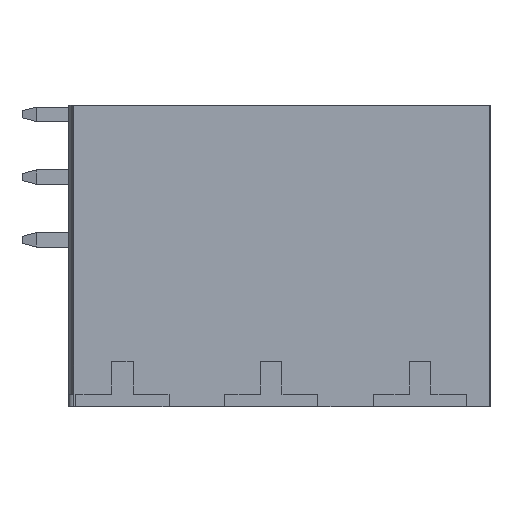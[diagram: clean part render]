
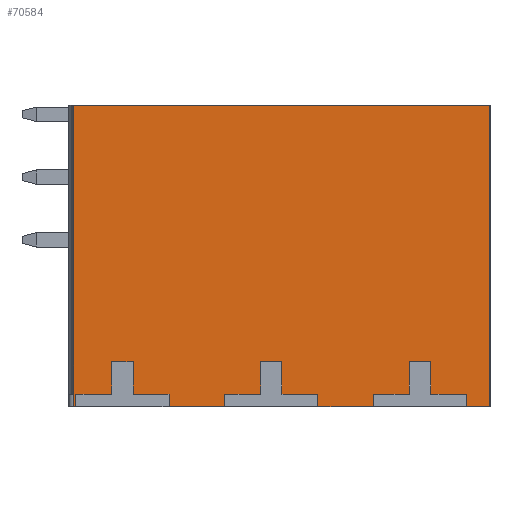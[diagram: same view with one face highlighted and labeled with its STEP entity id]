
A CAD part, left-side view. The second image highlights one B-rep face of the part: STEP entity #70584.
In plain terms, the highlighted free-form (B-spline) face has degree [1, 1] with [2, 2] control points.
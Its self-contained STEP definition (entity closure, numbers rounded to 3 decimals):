
#52639=CARTESIAN_POINT('',(-6.9,-20.5,0.));
#52640=VERTEX_POINT('',#52639);
#52646=CARTESIAN_POINT('',(-6.9,-19.2,0.));
#52647=VERTEX_POINT('',#52646);
#52648=CARTESIAN_POINT('',(-6.9,-20.5,0.));
#52649=CARTESIAN_POINT('',(-6.9,-19.2,0.));
#52650=B_SPLINE_CURVE_WITH_KNOTS('',1,(#52648,#52649),.POLYLINE_FORM.,.F.,.U.,(2,2),(0.,1.),.UNSPECIFIED.);
#52651=EDGE_CURVE('',#52640,#52647,#52650,.T.);
#52667=CARTESIAN_POINT('',(-6.9,-14.,0.));
#52668=VERTEX_POINT('',#52667);
#52674=CARTESIAN_POINT('',(-6.9,-10.9,0.));
#52675=VERTEX_POINT('',#52674);
#52676=CARTESIAN_POINT('',(-6.9,-14.,0.));
#52677=CARTESIAN_POINT('',(-6.9,-10.9,0.));
#52678=B_SPLINE_CURVE_WITH_KNOTS('',1,(#52676,#52677),.POLYLINE_FORM.,.F.,.U.,(2,2),(0.,1.),.UNSPECIFIED.);
#52679=EDGE_CURVE('',#52668,#52675,#52678,.T.);
#52695=CARTESIAN_POINT('',(-6.9,-5.7,0.));
#52696=VERTEX_POINT('',#52695);
#52702=CARTESIAN_POINT('',(-6.9,-2.599,0.));
#52703=VERTEX_POINT('',#52702);
#52704=CARTESIAN_POINT('',(-6.9,-5.7,0.));
#52705=CARTESIAN_POINT('',(-6.9,-2.599,0.));
#52706=B_SPLINE_CURVE_WITH_KNOTS('',1,(#52704,#52705),.POLYLINE_FORM.,.F.,.U.,(2,2),(0.,1.),.UNSPECIFIED.);
#52707=EDGE_CURVE('',#52696,#52703,#52706,.T.);
#52723=CARTESIAN_POINT('',(-6.9,2.599,0.));
#52724=VERTEX_POINT('',#52723);
#52730=CARTESIAN_POINT('',(-6.9,2.7,0.));
#52731=VERTEX_POINT('',#52730);
#52732=CARTESIAN_POINT('',(-6.9,2.599,0.));
#52733=CARTESIAN_POINT('',(-6.9,2.7,0.));
#52734=B_SPLINE_CURVE_WITH_KNOTS('',1,(#52732,#52733),.POLYLINE_FORM.,.F.,.U.,(2,2),(0.,1.),.UNSPECIFIED.);
#52735=EDGE_CURVE('',#52724,#52731,#52734,.T.);
#70376=CARTESIAN_POINT('',(-6.9,-20.5,16.8));
#70377=VERTEX_POINT('',#70376);
#70383=CARTESIAN_POINT('',(-6.9,-20.5,16.8));
#70384=CARTESIAN_POINT('',(-6.9,-20.5,0.));
#70385=B_SPLINE_CURVE_WITH_KNOTS('',1,(#70383,#70384),.POLYLINE_FORM.,.F.,.U.,(2,2),(0.,1.),.UNSPECIFIED.);
#70386=EDGE_CURVE('',#70377,#52640,#70385,.T.);
#70412=CARTESIAN_POINT('',(-6.9,5.422,22.722));
#70413=CARTESIAN_POINT('',(-6.9,-23.222,22.722));
#70414=CARTESIAN_POINT('',(-6.9,5.422,-5.922));
#70415=CARTESIAN_POINT('',(-6.9,-23.222,-5.922));
#70416=B_SPLINE_SURFACE_WITH_KNOTS('',1,1,((#70412,#70413),(#70414,#70415)),.PLANE_SURF.,.F.,.F.,.U.,(2,2),(2,2),(0.,1.),(0.,1.),.UNSPECIFIED.);
#70417=ORIENTED_EDGE('',*,*,#52735,.F.);
#70418=CARTESIAN_POINT('',(-6.9,2.599,0.7));
#70419=VERTEX_POINT('',#70418);
#70420=CARTESIAN_POINT('',(-6.9,2.599,0.));
#70421=CARTESIAN_POINT('',(-6.9,2.599,0.7));
#70422=B_SPLINE_CURVE_WITH_KNOTS('',1,(#70420,#70421),.POLYLINE_FORM.,.F.,.U.,(2,2),(0.,1.),.UNSPECIFIED.);
#70423=EDGE_CURVE('',#52724,#70419,#70422,.T.);
#70424=ORIENTED_EDGE('',*,*,#70423,.T.);
#70425=CARTESIAN_POINT('',(-6.9,0.599,0.7));
#70426=VERTEX_POINT('',#70425);
#70427=CARTESIAN_POINT('',(-6.9,2.599,0.7));
#70428=CARTESIAN_POINT('',(-6.9,0.599,0.7));
#70429=B_SPLINE_CURVE_WITH_KNOTS('',1,(#70427,#70428),.POLYLINE_FORM.,.F.,.U.,(2,2),(0.,1.),.UNSPECIFIED.);
#70430=EDGE_CURVE('',#70419,#70426,#70429,.T.);
#70431=ORIENTED_EDGE('',*,*,#70430,.T.);
#70432=CARTESIAN_POINT('',(-6.9,0.599,2.5));
#70433=VERTEX_POINT('',#70432);
#70434=CARTESIAN_POINT('',(-6.9,0.599,0.7));
#70435=CARTESIAN_POINT('',(-6.9,0.599,2.5));
#70436=B_SPLINE_CURVE_WITH_KNOTS('',1,(#70434,#70435),.POLYLINE_FORM.,.F.,.U.,(2,2),(0.,1.),.UNSPECIFIED.);
#70437=EDGE_CURVE('',#70426,#70433,#70436,.T.);
#70438=ORIENTED_EDGE('',*,*,#70437,.T.);
#70439=CARTESIAN_POINT('',(-6.9,-0.599,2.5));
#70440=VERTEX_POINT('',#70439);
#70441=CARTESIAN_POINT('',(-6.9,0.599,2.5));
#70442=CARTESIAN_POINT('',(-6.9,-0.599,2.5));
#70443=B_SPLINE_CURVE_WITH_KNOTS('',1,(#70441,#70442),.POLYLINE_FORM.,.F.,.U.,(2,2),(0.,1.),.UNSPECIFIED.);
#70444=EDGE_CURVE('',#70433,#70440,#70443,.T.);
#70445=ORIENTED_EDGE('',*,*,#70444,.T.);
#70446=CARTESIAN_POINT('',(-6.9,-0.599,0.7));
#70447=VERTEX_POINT('',#70446);
#70448=CARTESIAN_POINT('',(-6.9,-0.599,2.5));
#70449=CARTESIAN_POINT('',(-6.9,-0.599,0.7));
#70450=B_SPLINE_CURVE_WITH_KNOTS('',1,(#70448,#70449),.POLYLINE_FORM.,.F.,.U.,(2,2),(0.,1.),.UNSPECIFIED.);
#70451=EDGE_CURVE('',#70440,#70447,#70450,.T.);
#70452=ORIENTED_EDGE('',*,*,#70451,.T.);
#70453=CARTESIAN_POINT('',(-6.9,-2.599,0.7));
#70454=VERTEX_POINT('',#70453);
#70455=CARTESIAN_POINT('',(-6.9,-0.599,0.7));
#70456=CARTESIAN_POINT('',(-6.9,-2.599,0.7));
#70457=B_SPLINE_CURVE_WITH_KNOTS('',1,(#70455,#70456),.POLYLINE_FORM.,.F.,.U.,(2,2),(0.,1.),.UNSPECIFIED.);
#70458=EDGE_CURVE('',#70447,#70454,#70457,.T.);
#70459=ORIENTED_EDGE('',*,*,#70458,.T.);
#70460=CARTESIAN_POINT('',(-6.9,-2.599,0.7));
#70461=CARTESIAN_POINT('',(-6.9,-2.599,0.));
#70462=B_SPLINE_CURVE_WITH_KNOTS('',1,(#70460,#70461),.POLYLINE_FORM.,.F.,.U.,(2,2),(0.,1.),.UNSPECIFIED.);
#70463=EDGE_CURVE('',#70454,#52703,#70462,.T.);
#70464=ORIENTED_EDGE('',*,*,#70463,.T.);
#70465=ORIENTED_EDGE('',*,*,#52707,.F.);
#70466=CARTESIAN_POINT('',(-6.9,-5.702,0.7));
#70467=VERTEX_POINT('',#70466);
#70468=CARTESIAN_POINT('',(-6.9,-5.7,0.));
#70469=CARTESIAN_POINT('',(-6.9,-5.702,0.7));
#70470=B_SPLINE_CURVE_WITH_KNOTS('',1,(#70468,#70469),.POLYLINE_FORM.,.F.,.U.,(2,2),(0.,1.),.UNSPECIFIED.);
#70471=EDGE_CURVE('',#52696,#70467,#70470,.T.);
#70472=ORIENTED_EDGE('',*,*,#70471,.T.);
#70473=CARTESIAN_POINT('',(-6.9,-7.702,0.7));
#70474=VERTEX_POINT('',#70473);
#70475=CARTESIAN_POINT('',(-6.9,-5.702,0.7));
#70476=CARTESIAN_POINT('',(-6.9,-7.702,0.7));
#70477=B_SPLINE_CURVE_WITH_KNOTS('',1,(#70475,#70476),.POLYLINE_FORM.,.F.,.U.,(2,2),(0.,1.),.UNSPECIFIED.);
#70478=EDGE_CURVE('',#70467,#70474,#70477,.T.);
#70479=ORIENTED_EDGE('',*,*,#70478,.T.);
#70480=CARTESIAN_POINT('',(-6.9,-7.702,2.5));
#70481=VERTEX_POINT('',#70480);
#70482=CARTESIAN_POINT('',(-6.9,-7.702,0.7));
#70483=CARTESIAN_POINT('',(-6.9,-7.702,2.5));
#70484=B_SPLINE_CURVE_WITH_KNOTS('',1,(#70482,#70483),.POLYLINE_FORM.,.F.,.U.,(2,2),(0.,1.),.UNSPECIFIED.);
#70485=EDGE_CURVE('',#70474,#70481,#70484,.T.);
#70486=ORIENTED_EDGE('',*,*,#70485,.T.);
#70487=CARTESIAN_POINT('',(-6.9,-8.9,2.5));
#70488=VERTEX_POINT('',#70487);
#70489=CARTESIAN_POINT('',(-6.9,-7.702,2.5));
#70490=CARTESIAN_POINT('',(-6.9,-8.9,2.5));
#70491=B_SPLINE_CURVE_WITH_KNOTS('',1,(#70489,#70490),.POLYLINE_FORM.,.F.,.U.,(2,2),(0.,1.),.UNSPECIFIED.);
#70492=EDGE_CURVE('',#70481,#70488,#70491,.T.);
#70493=ORIENTED_EDGE('',*,*,#70492,.T.);
#70494=CARTESIAN_POINT('',(-6.9,-8.9,0.7));
#70495=VERTEX_POINT('',#70494);
#70496=CARTESIAN_POINT('',(-6.9,-8.9,2.5));
#70497=CARTESIAN_POINT('',(-6.9,-8.9,0.7));
#70498=B_SPLINE_CURVE_WITH_KNOTS('',1,(#70496,#70497),.POLYLINE_FORM.,.F.,.U.,(2,2),(0.,1.),.UNSPECIFIED.);
#70499=EDGE_CURVE('',#70488,#70495,#70498,.T.);
#70500=ORIENTED_EDGE('',*,*,#70499,.T.);
#70501=CARTESIAN_POINT('',(-6.9,-10.9,0.7));
#70502=VERTEX_POINT('',#70501);
#70503=CARTESIAN_POINT('',(-6.9,-8.9,0.7));
#70504=CARTESIAN_POINT('',(-6.9,-10.9,0.7));
#70505=B_SPLINE_CURVE_WITH_KNOTS('',1,(#70503,#70504),.POLYLINE_FORM.,.F.,.U.,(2,2),(0.,1.),.UNSPECIFIED.);
#70506=EDGE_CURVE('',#70495,#70502,#70505,.T.);
#70507=ORIENTED_EDGE('',*,*,#70506,.T.);
#70508=CARTESIAN_POINT('',(-6.9,-10.9,0.7));
#70509=CARTESIAN_POINT('',(-6.9,-10.9,0.));
#70510=B_SPLINE_CURVE_WITH_KNOTS('',1,(#70508,#70509),.POLYLINE_FORM.,.F.,.U.,(2,2),(0.,1.),.UNSPECIFIED.);
#70511=EDGE_CURVE('',#70502,#52675,#70510,.T.);
#70512=ORIENTED_EDGE('',*,*,#70511,.T.);
#70513=ORIENTED_EDGE('',*,*,#52679,.F.);
#70514=CARTESIAN_POINT('',(-6.9,-14.002,0.7));
#70515=VERTEX_POINT('',#70514);
#70516=CARTESIAN_POINT('',(-6.9,-14.,0.));
#70517=CARTESIAN_POINT('',(-6.9,-14.002,0.7));
#70518=B_SPLINE_CURVE_WITH_KNOTS('',1,(#70516,#70517),.POLYLINE_FORM.,.F.,.U.,(2,2),(0.,1.),.UNSPECIFIED.);
#70519=EDGE_CURVE('',#52668,#70515,#70518,.T.);
#70520=ORIENTED_EDGE('',*,*,#70519,.T.);
#70521=CARTESIAN_POINT('',(-6.9,-16.002,0.7));
#70522=VERTEX_POINT('',#70521);
#70523=CARTESIAN_POINT('',(-6.9,-14.002,0.7));
#70524=CARTESIAN_POINT('',(-6.9,-16.002,0.7));
#70525=B_SPLINE_CURVE_WITH_KNOTS('',1,(#70523,#70524),.POLYLINE_FORM.,.F.,.U.,(2,2),(0.,1.),.UNSPECIFIED.);
#70526=EDGE_CURVE('',#70515,#70522,#70525,.T.);
#70527=ORIENTED_EDGE('',*,*,#70526,.T.);
#70528=CARTESIAN_POINT('',(-6.9,-16.002,2.5));
#70529=VERTEX_POINT('',#70528);
#70530=CARTESIAN_POINT('',(-6.9,-16.002,0.7));
#70531=CARTESIAN_POINT('',(-6.9,-16.002,2.5));
#70532=B_SPLINE_CURVE_WITH_KNOTS('',1,(#70530,#70531),.POLYLINE_FORM.,.F.,.U.,(2,2),(0.,1.),.UNSPECIFIED.);
#70533=EDGE_CURVE('',#70522,#70529,#70532,.T.);
#70534=ORIENTED_EDGE('',*,*,#70533,.T.);
#70535=CARTESIAN_POINT('',(-6.9,-17.2,2.5));
#70536=VERTEX_POINT('',#70535);
#70537=CARTESIAN_POINT('',(-6.9,-16.002,2.5));
#70538=CARTESIAN_POINT('',(-6.9,-17.2,2.5));
#70539=B_SPLINE_CURVE_WITH_KNOTS('',1,(#70537,#70538),.POLYLINE_FORM.,.F.,.U.,(2,2),(0.,1.),.UNSPECIFIED.);
#70540=EDGE_CURVE('',#70529,#70536,#70539,.T.);
#70541=ORIENTED_EDGE('',*,*,#70540,.T.);
#70542=CARTESIAN_POINT('',(-6.9,-17.2,0.7));
#70543=VERTEX_POINT('',#70542);
#70544=CARTESIAN_POINT('',(-6.9,-17.2,2.5));
#70545=CARTESIAN_POINT('',(-6.9,-17.2,0.7));
#70546=B_SPLINE_CURVE_WITH_KNOTS('',1,(#70544,#70545),.POLYLINE_FORM.,.F.,.U.,(2,2),(0.,1.),.UNSPECIFIED.);
#70547=EDGE_CURVE('',#70536,#70543,#70546,.T.);
#70548=ORIENTED_EDGE('',*,*,#70547,.T.);
#70549=CARTESIAN_POINT('',(-6.9,-19.2,0.7));
#70550=VERTEX_POINT('',#70549);
#70551=CARTESIAN_POINT('',(-6.9,-17.2,0.7));
#70552=CARTESIAN_POINT('',(-6.9,-19.2,0.7));
#70553=B_SPLINE_CURVE_WITH_KNOTS('',1,(#70551,#70552),.POLYLINE_FORM.,.F.,.U.,(2,2),(0.,1.),.UNSPECIFIED.);
#70554=EDGE_CURVE('',#70543,#70550,#70553,.T.);
#70555=ORIENTED_EDGE('',*,*,#70554,.T.);
#70556=CARTESIAN_POINT('',(-6.9,-19.2,0.7));
#70557=CARTESIAN_POINT('',(-6.9,-19.2,0.));
#70558=B_SPLINE_CURVE_WITH_KNOTS('',1,(#70556,#70557),.POLYLINE_FORM.,.F.,.U.,(2,2),(0.,1.),.UNSPECIFIED.);
#70559=EDGE_CURVE('',#70550,#52647,#70558,.T.);
#70560=ORIENTED_EDGE('',*,*,#70559,.T.);
#70561=ORIENTED_EDGE('',*,*,#52651,.F.);
#70562=ORIENTED_EDGE('',*,*,#70386,.F.);
#70563=CARTESIAN_POINT('',(-6.9,2.7,16.8));
#70564=VERTEX_POINT('',#70563);
#70565=CARTESIAN_POINT('',(-6.9,-20.5,16.8));
#70566=CARTESIAN_POINT('',(-6.9,2.7,16.8));
#70567=B_SPLINE_CURVE_WITH_KNOTS('',1,(#70565,#70566),.POLYLINE_FORM.,.F.,.U.,(2,2),(0.,1.),.UNSPECIFIED.);
#70568=EDGE_CURVE('',#70377,#70564,#70567,.T.);
#70569=ORIENTED_EDGE('',*,*,#70568,.T.);
#70570=CARTESIAN_POINT('',(-6.9,2.7,0.7));
#70571=VERTEX_POINT('',#70570);
#70572=CARTESIAN_POINT('',(-6.9,2.7,16.8));
#70573=CARTESIAN_POINT('',(-6.9,2.7,0.7));
#70574=B_SPLINE_CURVE_WITH_KNOTS('',1,(#70572,#70573),.POLYLINE_FORM.,.F.,.U.,(2,2),(0.,1.),.UNSPECIFIED.);
#70575=EDGE_CURVE('',#70564,#70571,#70574,.T.);
#70576=ORIENTED_EDGE('',*,*,#70575,.T.);
#70577=CARTESIAN_POINT('',(-6.9,2.7,0.7));
#70578=CARTESIAN_POINT('',(-6.9,2.7,0.));
#70579=B_SPLINE_CURVE_WITH_KNOTS('',1,(#70577,#70578),.POLYLINE_FORM.,.F.,.U.,(2,2),(0.,1.),.UNSPECIFIED.);
#70580=EDGE_CURVE('',#70571,#52731,#70579,.T.);
#70581=ORIENTED_EDGE('',*,*,#70580,.T.);
#70582=EDGE_LOOP('',(#70417,#70424,#70431,#70438,#70445,#70452,#70459,#70464,#70465,#70472,#70479,#70486,#70493,#70500,#70507,#70512,#70513,#70520,#70527,#70534,#70541,#70548,#70555,#70560,#70561,#70562,#70569,#70576,#70581));
#70583=FACE_OUTER_BOUND('',#70582,.T.);
#70584=ADVANCED_FACE('',(#70583),#70416,.T.);
